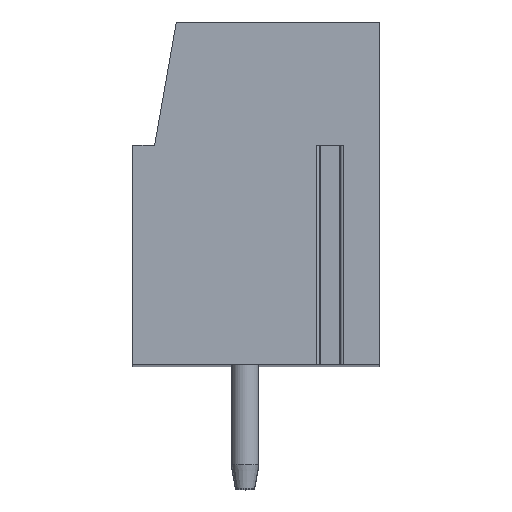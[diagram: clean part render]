
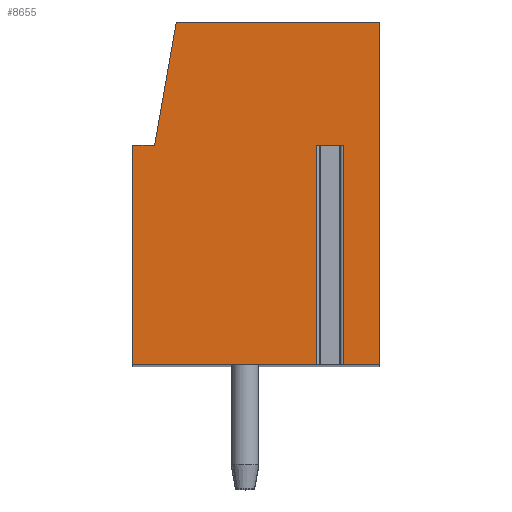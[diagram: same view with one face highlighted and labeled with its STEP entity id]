
A CAD part, top view. The second image highlights one B-rep face of the part: STEP entity #8655.
In plain terms, the highlighted planar face has unit normal (0, 0, 1).
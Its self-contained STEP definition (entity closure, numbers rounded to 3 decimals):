
#20=DIRECTION('',(-1.,0.,0.));
#21=VECTOR('',#20,0.958);
#22=CARTESIAN_POINT('',(3.179,1.75,37.5));
#23=LINE('',#22,#21);
#24=DIRECTION('',(0.,-1.,0.));
#25=VECTOR('',#24,8.);
#26=CARTESIAN_POINT('',(2.221,1.75,37.5));
#27=LINE('',#26,#25);
#28=DIRECTION('',(1.,0.,0.));
#29=VECTOR('',#28,6.721);
#30=CARTESIAN_POINT('',(-4.5,-6.25,37.5));
#31=LINE('',#30,#29);
#32=DIRECTION('',(0.,-1.,0.));
#33=VECTOR('',#32,8.);
#34=CARTESIAN_POINT('',(-4.5,1.75,37.5));
#35=LINE('',#34,#33);
#36=DIRECTION('',(-1.,0.,0.));
#37=VECTOR('',#36,0.8);
#38=CARTESIAN_POINT('',(-3.7,1.75,37.5));
#39=LINE('',#38,#37);
#40=DIRECTION('',(-0.174,-0.985,0.));
#41=VECTOR('',#40,4.569);
#42=CARTESIAN_POINT('',(-2.907,6.25,37.5));
#43=LINE('',#42,#41);
#44=DIRECTION('',(-1.,0.,0.));
#45=VECTOR('',#44,7.407);
#46=CARTESIAN_POINT('',(4.5,6.25,37.5));
#47=LINE('',#46,#45);
#48=DIRECTION('',(0.,1.,0.));
#49=VECTOR('',#48,12.5);
#50=CARTESIAN_POINT('',(4.5,-6.25,37.5));
#51=LINE('',#50,#49);
#52=DIRECTION('',(1.,0.,0.));
#53=VECTOR('',#52,1.321);
#54=CARTESIAN_POINT('',(3.179,-6.25,37.5));
#55=LINE('',#54,#53);
#56=DIRECTION('',(0.,-1.,0.));
#57=VECTOR('',#56,8.);
#58=CARTESIAN_POINT('',(3.179,1.75,37.5));
#59=LINE('',#58,#57);
#6828=CARTESIAN_POINT('',(-2.907,6.25,37.5));
#6829=CARTESIAN_POINT('',(-3.7,1.75,37.5));
#6830=VERTEX_POINT('',#6828);
#6831=VERTEX_POINT('',#6829);
#6832=CARTESIAN_POINT('',(-4.5,1.75,37.5));
#6833=VERTEX_POINT('',#6832);
#6834=CARTESIAN_POINT('',(-4.5,-6.25,37.5));
#6835=VERTEX_POINT('',#6834);
#6836=CARTESIAN_POINT('',(4.5,-6.25,37.5));
#6837=CARTESIAN_POINT('',(4.5,6.25,37.5));
#6838=VERTEX_POINT('',#6836);
#6839=VERTEX_POINT('',#6837);
#6896=CARTESIAN_POINT('',(3.179,1.75,37.5));
#6897=CARTESIAN_POINT('',(2.221,1.75,37.5));
#6898=VERTEX_POINT('',#6896);
#6899=VERTEX_POINT('',#6897);
#6900=CARTESIAN_POINT('',(3.179,-6.25,37.5));
#6901=VERTEX_POINT('',#6900);
#6902=CARTESIAN_POINT('',(2.221,-6.25,37.5));
#6903=VERTEX_POINT('',#6902);
#8628=CARTESIAN_POINT('',(0.,0.,37.5));
#8629=DIRECTION('',(0.,0.,1.));
#8630=DIRECTION('',(1.,0.,0.));
#8631=AXIS2_PLACEMENT_3D('',#8628,#8629,#8630);
#8632=PLANE('',#8631);
#8634=ORIENTED_EDGE('',*,*,#8633,.T.);
#8636=ORIENTED_EDGE('',*,*,#8635,.T.);
#8638=ORIENTED_EDGE('',*,*,#8637,.F.);
#8640=ORIENTED_EDGE('',*,*,#8639,.F.);
#8642=ORIENTED_EDGE('',*,*,#8641,.F.);
#8644=ORIENTED_EDGE('',*,*,#8643,.F.);
#8646=ORIENTED_EDGE('',*,*,#8645,.F.);
#8648=ORIENTED_EDGE('',*,*,#8647,.F.);
#8650=ORIENTED_EDGE('',*,*,#8649,.F.);
#8652=ORIENTED_EDGE('',*,*,#8651,.F.);
#8653=EDGE_LOOP('',(#8634,#8636,#8638,#8640,#8642,#8644,#8646,#8648,#8650,
#8652));
#8654=FACE_OUTER_BOUND('',#8653,.F.);
#8633=EDGE_CURVE('',#6898,#6899,#23,.T.);
#8635=EDGE_CURVE('',#6899,#6903,#27,.T.);
#8637=EDGE_CURVE('',#6835,#6903,#31,.T.);
#8639=EDGE_CURVE('',#6833,#6835,#35,.T.);
#8641=EDGE_CURVE('',#6831,#6833,#39,.T.);
#8643=EDGE_CURVE('',#6830,#6831,#43,.T.);
#8645=EDGE_CURVE('',#6839,#6830,#47,.T.);
#8647=EDGE_CURVE('',#6838,#6839,#51,.T.);
#8649=EDGE_CURVE('',#6901,#6838,#55,.T.);
#8651=EDGE_CURVE('',#6898,#6901,#59,.T.);
#8655=ADVANCED_FACE('',(#8654),#8632,.T.);
